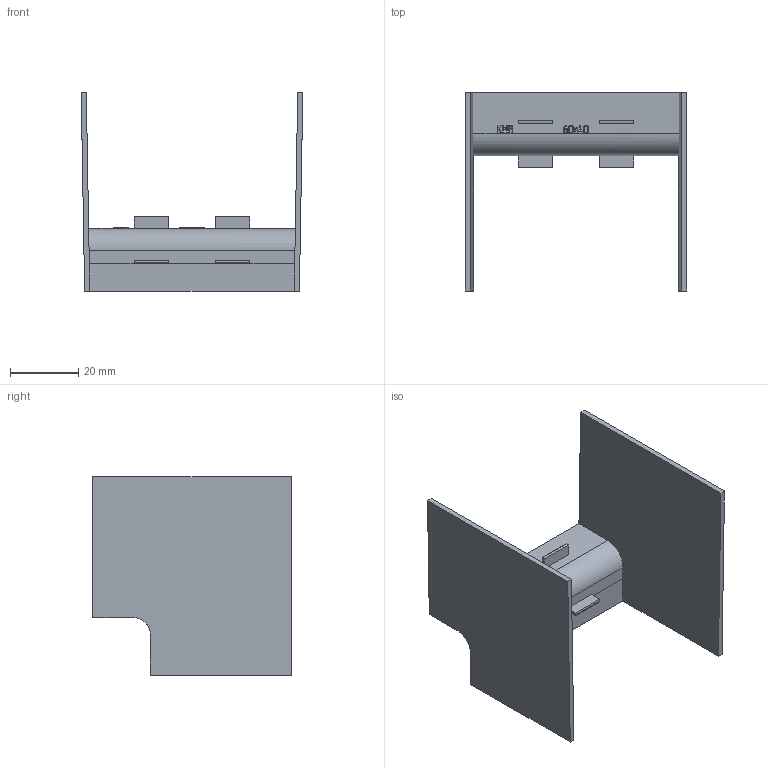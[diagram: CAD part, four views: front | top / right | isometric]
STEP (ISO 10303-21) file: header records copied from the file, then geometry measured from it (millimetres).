
FILE_DESCRIPTION (( 'STEP AP214' ), '1' );
FILE_NAME ('ÊÌÂ 60õ40_èçì.1.STEP', '2016-06-20T08:37:26', ( '' ), ( '' ), 'SwSTEP 2.0', 'SolidWorks 2014', '' );
FILE_SCHEMA (( 'AUTOMOTIVE_DESIGN' ));
Length unit declared in the file: millimetre
Products named in the file (1): ÊÌÂ 60õ40_èçì.1
Bounding box: 65.03 x 58.2 x 58.2 mm (x, y, z)
Volume: 12413.7 mm3; surface area: 17519.3 mm2
Topology: 1 solids, 1 shells, 288 faces, 815 edges, 541 vertices
Faces by surface type: plane 188, bspline 88, cylinder 12
Entity records: 11941 total; most frequent: CARTESIAN_POINT 5075, ORIENTED_EDGE 1630, DIRECTION 1038, EDGE_CURVE 815, LINE 604, VECTOR 604, VERTEX_POINT 541, EDGE_LOOP 300
